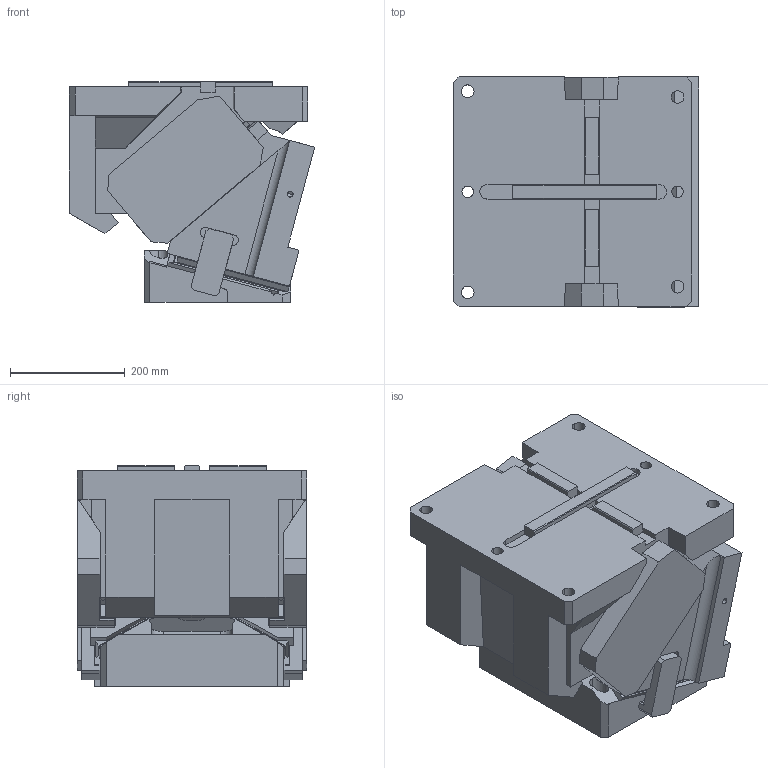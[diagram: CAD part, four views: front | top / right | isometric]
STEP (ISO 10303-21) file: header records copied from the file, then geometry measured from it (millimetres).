
FILE_DESCRIPTION(('CATIA V5 STEP Exchange'),'2;1');
FILE_NAME('CACV_F_400_15.stp','2015-04-27T07:00:45+00:00',('none'),('none'),'CATIA Version 5 Release 19 SP 2 (IN-10)','CATIA V5 STEP AP203','none');
FILE_SCHEMA(('CONFIG_CONTROL_DESIGN'));
Length unit declared in the file: millimetre
Products named in the file (1): CACV_F_400_15
Bounding box: 426.7 x 400 x 384 mm (x, y, z)
Volume: 41829800.2 mm3; surface area: 1735509 mm2
Topology: 3 solids, 3 shells, 572 faces, 1643 edges, 1071 vertices
Faces by surface type: plane 403, cylinder 153, cone 16
Entity records: 19432 total; most frequent: CARTESIAN_POINT 5016, ORIENTED_EDGE 3274, DIRECTION 2474, EDGE_CURVE 1637, VECTOR 1274, LINE 1274, VERTEX_POINT 1071, AXIS2_PLACEMENT_3D 694
